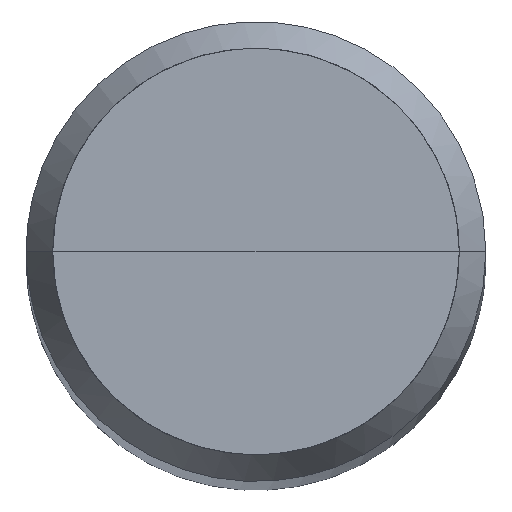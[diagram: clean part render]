
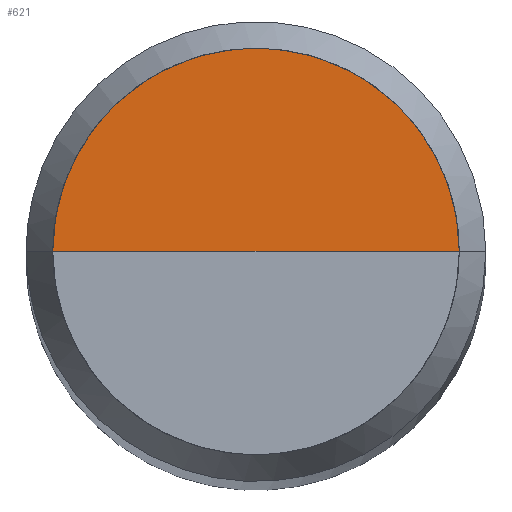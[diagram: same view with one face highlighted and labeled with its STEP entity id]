
A CAD part, top view. The second image highlights one B-rep face of the part: STEP entity #621.
In plain terms, the highlighted free-form (B-spline) face has degree [1, 2] with [2, 5] control points.
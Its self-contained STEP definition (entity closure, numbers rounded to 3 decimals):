
#337=CARTESIAN_POINT('',(2.211,0.0,55.639));
#338=CARTESIAN_POINT('',(2.211,2.211,55.639));
#339=CARTESIAN_POINT('',(0.0,2.211,55.639));
#340=CARTESIAN_POINT('',(-2.211,2.211,55.639));
#341=CARTESIAN_POINT('',(-2.211,0.0,55.639));
#342=CARTESIAN_POINT('',(0.0,0.0,55.639));
#606=(
BOUNDED_SURFACE()
B_SPLINE_SURFACE(1,2,(
(#337,#338,#339,#340,#341),
(#342,#342,#342,#342,#342)
), .UNSPECIFIED.,.F.,.F.,.F.)
B_SPLINE_SURFACE_WITH_KNOTS((2,2),(3,2,3),(
0.0,1.0),(
0.0,0.5,1.0), .UNSPECIFIED.)
GEOMETRIC_REPRESENTATION_ITEM()
RATIONAL_B_SPLINE_SURFACE(((1.0,0.707,1.0,0.707,1.0),
(1.0,0.707,1.0,0.707,1.0)
))
REPRESENTATION_ITEM('')
SURFACE()
);
#607=(
BOUNDED_CURVE()
B_SPLINE_CURVE(1,(#342,#337),.UNSPECIFIED.,.F.,.F.)
B_SPLINE_CURVE_WITH_KNOTS((2,2),
(0.0,1.0),.UNSPECIFIED.)
CURVE()
GEOMETRIC_REPRESENTATION_ITEM()
RATIONAL_B_SPLINE_CURVE((1.0,1.0))
REPRESENTATION_ITEM('')
);
#608=(
BOUNDED_CURVE()
B_SPLINE_CURVE(2,(#337,#338,#339,#340,#341),.UNSPECIFIED.,.F.,.F.)
B_SPLINE_CURVE_WITH_KNOTS((3,2,3),
(0.0,0.5,1.0),.UNSPECIFIED.)
CURVE()
GEOMETRIC_REPRESENTATION_ITEM()
RATIONAL_B_SPLINE_CURVE((1.0,0.707,1.0,0.707,1.0))
REPRESENTATION_ITEM('')
);
#609=(
BOUNDED_CURVE()
B_SPLINE_CURVE(1,(#341,#342),.UNSPECIFIED.,.F.,.F.)
B_SPLINE_CURVE_WITH_KNOTS((2,2),
(0.0,1.0),.UNSPECIFIED.)
CURVE()
GEOMETRIC_REPRESENTATION_ITEM()
RATIONAL_B_SPLINE_CURVE((1.0,1.0))
REPRESENTATION_ITEM('')
);
#610=VERTEX_POINT('',#337);
#611=VERTEX_POINT('',#341);
#612=VERTEX_POINT('',#342);
#613=EDGE_CURVE('',#612,#610,#607,.T.);
#614=EDGE_CURVE('',#610,#611,#608,.T.);
#615=EDGE_CURVE('',#611,#612,#609,.T.);
#616=ORIENTED_EDGE('',*,*,#613,.T.);
#617=ORIENTED_EDGE('',*,*,#614,.T.);
#618=ORIENTED_EDGE('',*,*,#615,.T.);
#619=EDGE_LOOP('',(#616,#617,#618));
#620=FACE_OUTER_BOUND('',#619,.T.);
#621=ADVANCED_FACE('',(#620),#606,.T.);
